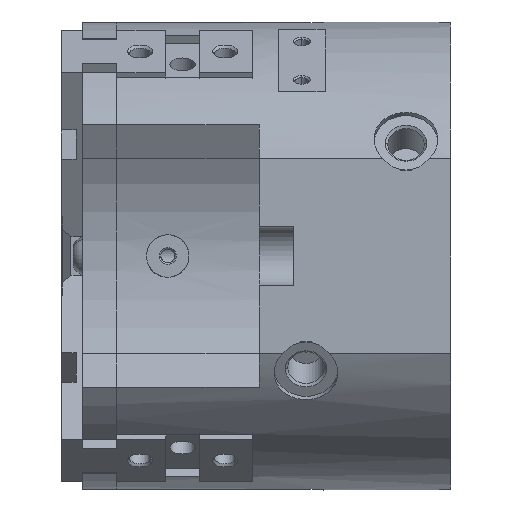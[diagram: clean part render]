
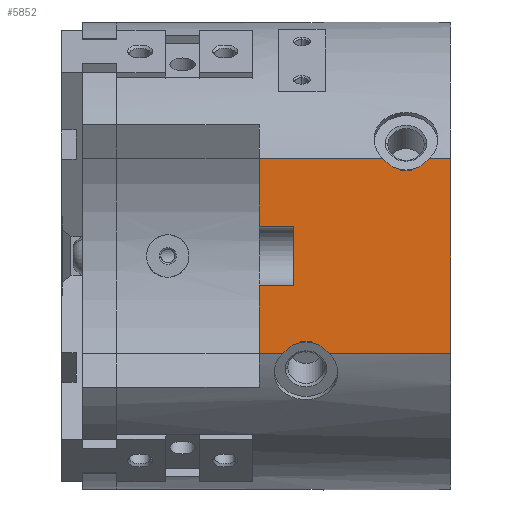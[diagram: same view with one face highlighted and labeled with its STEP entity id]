
A CAD part, left-side view. The second image highlights one B-rep face of the part: STEP entity #5852.
In plain terms, the highlighted planar face has unit normal (-1, 0, 0).
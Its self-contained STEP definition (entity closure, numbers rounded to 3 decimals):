
#2452 = VERTEX_POINT( '', #7137 );
#2968 = VERTEX_POINT( '', #7703 );
#3038 = VERTEX_POINT( '', #7782 );
#3446 = EDGE_CURVE( '', #3038, #5570, #8238, .T. );
#3500 = EDGE_CURVE( '', #4984, #2968, #8293, .T. );
#4394 = EDGE_CURVE( '', #6848, #6302, #9293, .T. );
#4404 = EDGE_CURVE( '', #2968, #6302, #9304, .T. );
#4476 = EDGE_CURVE( '', #6286, #6806, #9383, .T. );
#4732 = EDGE_CURVE( '', #6848, #5570, #9671, .T. );
#4984 = VERTEX_POINT( '', #9950 );
#5128 = EDGE_CURVE( '', #5568, #6114, #10107, .T. );
#5568 = VERTEX_POINT( '', #10590 );
#5570 = VERTEX_POINT( '', #10592 );
#5852 = ADVANCED_FACE( '', ( #10910 ), #10911, .T. );
#6114 = VERTEX_POINT( '', #11203 );
#6260 = EDGE_CURVE( '', #6914, #2452, #11359, .T. );
#6286 = VERTEX_POINT( '', #11387 );
#6302 = VERTEX_POINT( '', #11410 );
#6614 = EDGE_CURVE( '', #6806, #5568, #11761, .T. );
#6680 = EDGE_CURVE( '', #2452, #4984, #11836, .T. );
#6744 = EDGE_CURVE( '', #3038, #6286, #11904, .T. );
#6800 = EDGE_CURVE( '', #6114, #6914, #11965, .T. );
#6806 = VERTEX_POINT( '', #11971 );
#6848 = VERTEX_POINT( '', #12018 );
#6914 = VERTEX_POINT( '', #12093 );
#7137 = CARTESIAN_POINT( '', ( -50., 37., 7. ) );
#7703 = CARTESIAN_POINT( '', ( -50., 45., -7. ) );
#7782 = CARTESIAN_POINT( '', ( -50., 0., -22.913 ) );
#8238 = LINE( '', #14084, #14085 );
#8293 = LINE( '', #14155, #14156 );
#9293 = LINE( '', #15726, #15727 );
#9304 = LINE( '', #15741, #15742 );
#9383 = LINE( '', #15914, #15915 );
#9671 = ELLIPSE( '', #16394, 8.66, 7.5 );
#9950 = CARTESIAN_POINT( '', ( -50., 37., -7. ) );
#10107 = LINE( '', #17000, #17001 );
#10590 = CARTESIAN_POINT( '', ( -50., 15.946, 22.913 ) );
#10592 = CARTESIAN_POINT( '', ( -50., 28.554, -22.913 ) );
#10910 = FACE_OUTER_BOUND( '', #18340, .T. );
#10911 = PLANE( '', #18341 );
#11203 = CARTESIAN_POINT( '', ( -50., 45., 22.913 ) );
#11359 = LINE( '', #18968, #18969 );
#11387 = CARTESIAN_POINT( '', ( -50., 0., 22.913 ) );
#11410 = CARTESIAN_POINT( '', ( -50., 45., -22.913 ) );
#11761 = ELLIPSE( '', #19582, 8.66, 7.5 );
#11836 = LINE( '', #19680, #19681 );
#11904 = LINE( '', #19774, #19775 );
#11965 = LINE( '', #19862, #19863 );
#11971 = CARTESIAN_POINT( '', ( -50., 5.054, 22.913 ) );
#12018 = CARTESIAN_POINT( '', ( -50., 39.446, -22.913 ) );
#12093 = CARTESIAN_POINT( '', ( -50., 45., 7. ) );
#14084 = CARTESIAN_POINT( '', ( -50., 0., -22.913 ) );
#14085 = VECTOR( '', #21579, 1. );
#14155 = CARTESIAN_POINT( '', ( -50., 22.5, -7. ) );
#14156 = VECTOR( '', #21605, 1. );
#15726 = CARTESIAN_POINT( '', ( -50., 0., -22.913 ) );
#15727 = VECTOR( '', #22773, 1. );
#15741 = CARTESIAN_POINT( '', ( -50., 45., 11.456 ) );
#15742 = VECTOR( '', #22784, 1. );
#15914 = CARTESIAN_POINT( '', ( -50., 0., 22.913 ) );
#15915 = VECTOR( '', #22861, 1. );
#16394 = AXIS2_PLACEMENT_3D( '', #23206, #23207, #23208 );
#17000 = CARTESIAN_POINT( '', ( -50., 0., 22.913 ) );
#17001 = VECTOR( '', #23648, 1. );
#18340 = EDGE_LOOP( '', ( #24588, #24589, #24590, #24591, #24592, #24593, #24594, #24595, #24596, #24597, #24598, #24599 ) );
#18341 = AXIS2_PLACEMENT_3D( '', #24600, #24601, #24602 );
#18968 = CARTESIAN_POINT( '', ( -50., 22.5, 7. ) );
#18969 = VECTOR( '', #25130, 1. );
#19582 = AXIS2_PLACEMENT_3D( '', #25613, #25614, #25615 );
#19680 = CARTESIAN_POINT( '', ( -50., 37., 11.456 ) );
#19681 = VECTOR( '', #25710, 1. );
#19774 = CARTESIAN_POINT( '', ( -50., 0., -22.913 ) );
#19775 = VECTOR( '', #25760, 1. );
#19862 = CARTESIAN_POINT( '', ( -50., 45., 11.456 ) );
#19863 = VECTOR( '', #25830, 1. );
#21579 = DIRECTION( '', ( 0., 1., 0. ) );
#21605 = DIRECTION( '', ( 0., 1., 0. ) );
#22773 = DIRECTION( '', ( 0., 1., 0. ) );
#22784 = DIRECTION( '', ( 0., 0., -1. ) );
#22861 = DIRECTION( '', ( 0., 1., 0. ) );
#23206 = CARTESIAN_POINT( '', ( -50., 34., -28.868 ) );
#23207 = DIRECTION( '', ( 1., 0., 0. ) );
#23208 = DIRECTION( '', ( 0., 0., -1. ) );
#23648 = DIRECTION( '', ( 0., 1., 0. ) );
#24588 = ORIENTED_EDGE( '', *, *, #6614, .T. );
#24589 = ORIENTED_EDGE( '', *, *, #5128, .T. );
#24590 = ORIENTED_EDGE( '', *, *, #6800, .T. );
#24591 = ORIENTED_EDGE( '', *, *, #6260, .T. );
#24592 = ORIENTED_EDGE( '', *, *, #6680, .T. );
#24593 = ORIENTED_EDGE( '', *, *, #3500, .T. );
#24594 = ORIENTED_EDGE( '', *, *, #4404, .T. );
#24595 = ORIENTED_EDGE( '', *, *, #4394, .F. );
#24596 = ORIENTED_EDGE( '', *, *, #4732, .T. );
#24597 = ORIENTED_EDGE( '', *, *, #3446, .F. );
#24598 = ORIENTED_EDGE( '', *, *, #6744, .T. );
#24599 = ORIENTED_EDGE( '', *, *, #4476, .T. );
#24600 = CARTESIAN_POINT( '', ( -50., 0., 22.913 ) );
#24601 = DIRECTION( '', ( -1., 0., 0. ) );
#24602 = DIRECTION( '', ( 0., 0., 1. ) );
#25130 = DIRECTION( '', ( 0., -1., 0. ) );
#25613 = CARTESIAN_POINT( '', ( -50., 10.5, 28.868 ) );
#25614 = DIRECTION( '', ( 1., 0., 0. ) );
#25615 = DIRECTION( '', ( 0., 0., -1. ) );
#25710 = DIRECTION( '', ( 0., 0., -1. ) );
#25760 = DIRECTION( '', ( 0., 0., 1. ) );
#25830 = DIRECTION( '', ( 0., 0., -1. ) );
